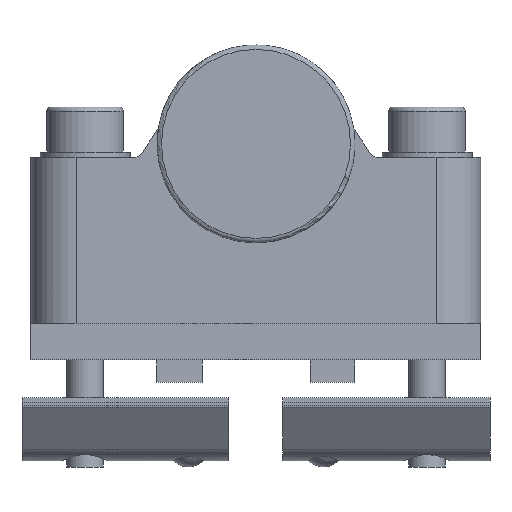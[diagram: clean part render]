
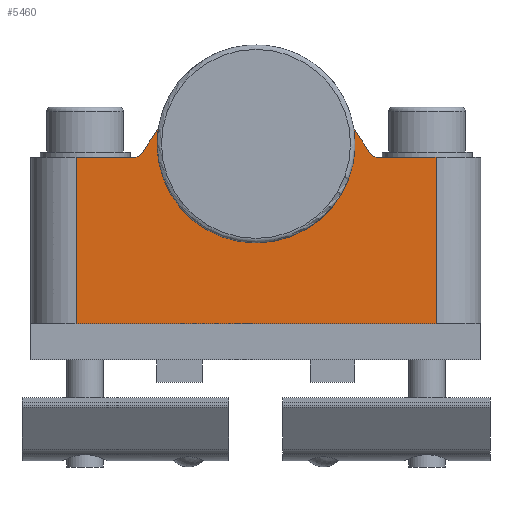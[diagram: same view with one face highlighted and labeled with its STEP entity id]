
A CAD part, front view. The second image highlights one B-rep face of the part: STEP entity #5460.
In plain terms, the highlighted face is planar.
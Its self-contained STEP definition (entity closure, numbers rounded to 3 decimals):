
#2788=CIRCLE('',#5163,1.);
#2793=CIRCLE('',#5175,1.);
#2794=CIRCLE('',#5177,11.);
#2967=ORIENTED_EDGE('',*,*,#3958,.T.);
#2968=ORIENTED_EDGE('',*,*,#3961,.T.);
#2969=ORIENTED_EDGE('',*,*,#3964,.F.);
#2970=ORIENTED_EDGE('',*,*,#3967,.F.);
#2971=ORIENTED_EDGE('',*,*,#3971,.F.);
#2972=ORIENTED_EDGE('',*,*,#3982,.F.);
#2973=ORIENTED_EDGE('',*,*,#3978,.F.);
#2974=ORIENTED_EDGE('',*,*,#3981,.F.);
#2975=ORIENTED_EDGE('',*,*,#3950,.F.);
#2976=ORIENTED_EDGE('',*,*,#3956,.T.);
#3408=VECTOR('',#4574,1.);
#3411=VECTOR('',#4585,1.);
#3412=VECTOR('',#4592,1.);
#3414=VECTOR('',#4598,1.);
#3416=VECTOR('',#4606,1.);
#3421=VECTOR('',#4619,1.);
#3424=VECTOR('',#4640,1.);
#3584=LINE('',#5653,#3408);
#3587=LINE('',#5662,#3411);
#3588=LINE('',#5667,#3412);
#3590=LINE('',#5673,#3414);
#3592=LINE('',#5679,#3416);
#3597=LINE('',#5693,#3421);
#3600=LINE('',#5710,#3424);
#3762=VERTEX_POINT('',#5650);
#3763=VERTEX_POINT('',#5652);
#3765=VERTEX_POINT('',#5660);
#3766=VERTEX_POINT('',#5665);
#3768=VERTEX_POINT('',#5671);
#3769=VERTEX_POINT('',#5677);
#3771=VERTEX_POINT('',#5683);
#3774=VERTEX_POINT('',#5691);
#3778=VERTEX_POINT('',#5707);
#3779=VERTEX_POINT('',#5709);
#3950=EDGE_CURVE('',#3762,#3763,#3584,.T.);
#3956=EDGE_CURVE('',#3762,#3765,#3587,.T.);
#3958=EDGE_CURVE('',#3765,#3766,#3588,.T.);
#3961=EDGE_CURVE('',#3766,#3768,#3590,.T.);
#3964=EDGE_CURVE('',#3769,#3768,#3592,.T.);
#3967=EDGE_CURVE('',#3771,#3769,#2788,.T.);
#3971=EDGE_CURVE('',#3774,#3771,#3597,.T.);
#3978=EDGE_CURVE('',#3778,#3779,#3600,.T.);
#3981=EDGE_CURVE('',#3763,#3778,#2793,.T.);
#3982=EDGE_CURVE('',#3779,#3774,#2794,.T.);
#4205=EDGE_LOOP('',(#2967,#2968,#2969,#2970,#2971,#2972,#2973,#2974,#2975,
#2976));
#4373=FACE_BOUND('',#4205,.T.);
#4574=DIRECTION('',(0.,0.,6.464));
#4585=DIRECTION('',(0.,-18.5,0.));
#4592=DIRECTION('',(0.,0.,40.));
#4598=DIRECTION('',(0.,18.5,0.));
#4606=DIRECTION('',(0.,0.,6.464));
#4612=DIRECTION('',(-1.,0.,0.));
#4613=DIRECTION('',(0.,-0.553,-0.833));
#4619=DIRECTION('',(0.,-2.767,1.838));
#4640=DIRECTION('',(0.,2.767,1.838));
#4645=DIRECTION('',(-1.,0.,0.));
#4646=DIRECTION('',(0.,-1.,0.));
#4647=DIRECTION('',(-1.,0.,0.));
#4648=DIRECTION('',(0.,1.,0.));
#4649=DIRECTION('',(-1.,0.,0.));
#4650=DIRECTION('',(0.,1.714,-10.866));
#5163=AXIS2_PLACEMENT_3D('',#5685,#4612,#4613);
#5175=AXIS2_PLACEMENT_3D('',#5715,#4645,#4646);
#5176=AXIS2_PLACEMENT_3D('',#5716,#4647,#4648);
#5177=AXIS2_PLACEMENT_3D('',#5717,#4649,#4650);
#5369=PLANE('',#5176);
#5460=ADVANCED_FACE('',(#4373),#5369,.T.);
#5650=CARTESIAN_POINT('',(5.,22.5,5.));
#5652=CARTESIAN_POINT('',(5.,22.5,11.464));
#5653=CARTESIAN_POINT('',(5.,22.5,5.));
#5660=CARTESIAN_POINT('',(5.,4.,5.));
#5662=CARTESIAN_POINT('',(5.,22.5,5.));
#5665=CARTESIAN_POINT('',(5.,4.,45.));
#5667=CARTESIAN_POINT('',(5.,4.,5.));
#5671=CARTESIAN_POINT('',(5.,22.5,45.));
#5673=CARTESIAN_POINT('',(5.,4.,45.));
#5677=CARTESIAN_POINT('',(5.,22.5,38.536));
#5679=CARTESIAN_POINT('',(5.,22.5,38.536));
#5683=CARTESIAN_POINT('',(5.,22.947,37.703));
#5685=CARTESIAN_POINT('',(5.,23.5,38.536));
#5691=CARTESIAN_POINT('',(5.,25.714,35.866));
#5693=CARTESIAN_POINT('',(5.,25.714,35.866));
#5707=CARTESIAN_POINT('',(5.,22.947,12.297));
#5709=CARTESIAN_POINT('',(5.,25.714,14.134));
#5710=CARTESIAN_POINT('',(5.,22.947,12.297));
#5715=CARTESIAN_POINT('',(5.,23.5,11.464));
#5716=CARTESIAN_POINT('',(5.,4.,50.));
#5717=CARTESIAN_POINT('',(5.,24.,25.));
